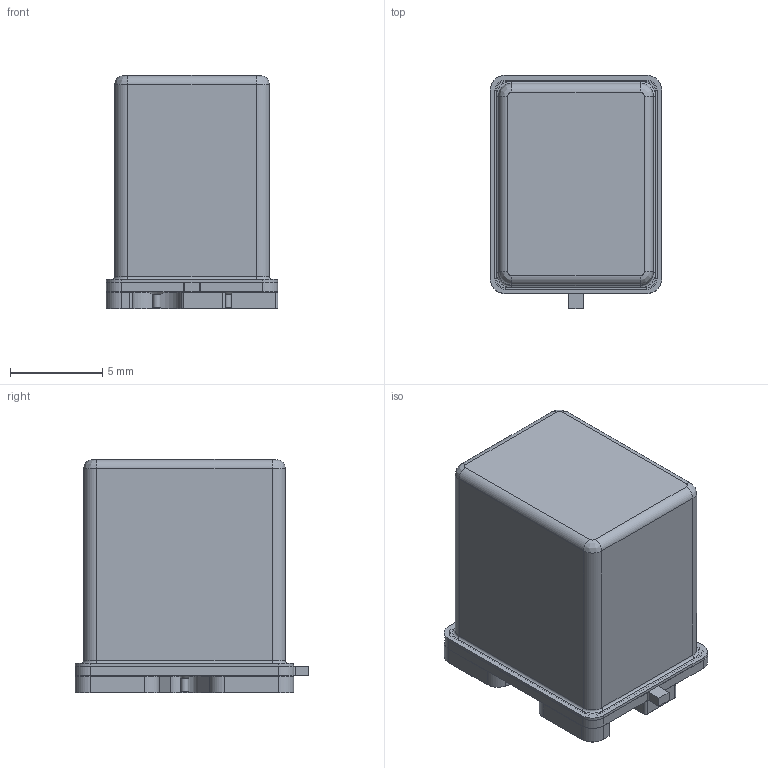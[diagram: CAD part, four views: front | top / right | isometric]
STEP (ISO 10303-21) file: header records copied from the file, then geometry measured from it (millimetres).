
FILE_DESCRIPTION(/* description */ (''),/* implementation_level */ '2;1');
FILE_NAME(/* name */ 'GRF131_Relay.stp',/* time_stamp */ '2021-12-21T17:44:40-08:00',/* author */ (''),/* organization */ (''),/* preprocessor_version */ 'ST-DEVELOPER v11',/* originating_system */ 'UGS - NX 5.0',/* authorisation */ '');
FILE_SCHEMA (('AUTOMOTIVE_DESIGN { 1 0 10303 214 1 1 1 1 }'));
Length unit declared in the file: inch
Products named in the file (11): 400-163-3- 2_A702199197; 110-100-114-2_B703200198; 110-155-16-1_N_C704201199; 110-155-16-2_N_C705202200; 130-110-74_A719203201; 110-172-40_N_C720204202; 111-103-112_A730205203; 111-105-228_N_C731206204; 111-107-222_B207205; 131-106-921_B208206; GRF131_Relay_stp
Assembly tree (17 placements, depth 6):
  GRF131_Relay_stp
    131-106-921_B208206
      111-107-222_B207205
        111-105-228_N_C731206204
          111-103-112_A730205203
            110-155-16-2_N_C705202200  x2
            110-155-16-1_N_C704201199  x3
            110-100-114-2_B703200198
            400-163-3- 2_A702199197  x5
      130-110-74_A719203201
    110-172-40_N_C720204202
Bounding box: 9.28 x 12.64 x 12.61 mm (x, y, z)
Volume: 330.1 mm3; surface area: 1743.7 mm2
Topology: 14 solids, 14 shells, 240 faces, 590 edges, 379 vertices
Faces by surface type: cylinder 104, plane 101, torus 16, bspline 11, cone 8
Full cylindrical faces by diameter (mm): 0.432 x10, 1.194 x2, 1.422 x4, 2.54 x6
Entity records: 7043 total; most frequent: CARTESIAN_POINT 1275, DIRECTION 1236, ORIENTED_EDGE 1064, EDGE_CURVE 532, AXIS2_PLACEMENT_3D 467, VERTEX_POINT 350, LINE 302, VECTOR 302
